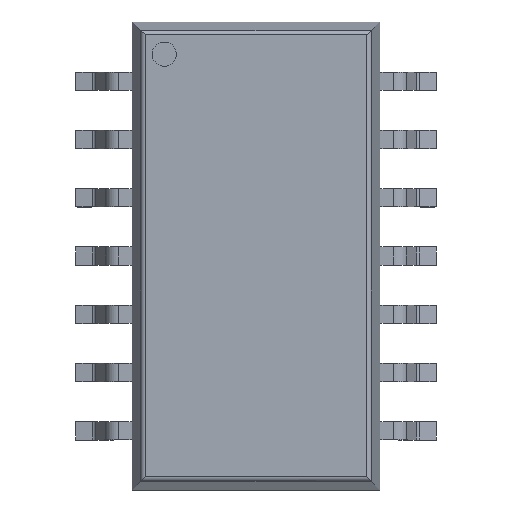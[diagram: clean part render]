
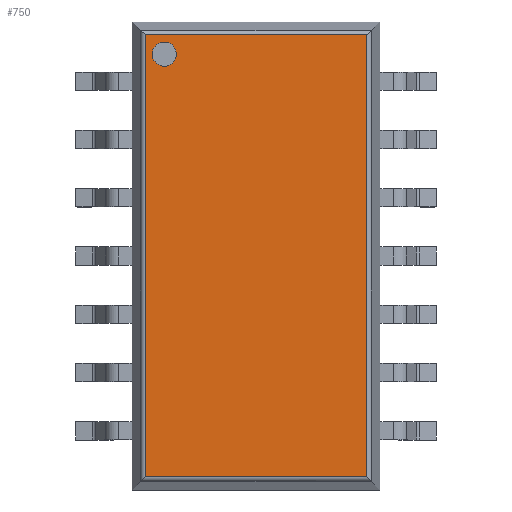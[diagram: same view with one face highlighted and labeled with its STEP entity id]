
A CAD part, top view. The second image highlights one B-rep face of the part: STEP entity #750.
In plain terms, the highlighted planar face has unit normal (0, 0, 1).
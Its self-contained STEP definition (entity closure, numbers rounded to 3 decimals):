
#700=CARTESIAN_POINT('',(-1.998,4.135,2.25));
#701=VERTEX_POINT('',#700);
#702=CARTESIAN_POINT('',(-1.998,4.398,2.25));
#703=DIRECTION('',(0.0,-0.0,1.0));
#704=DIRECTION('',(0.0,-1.0,-0.0));
#705=AXIS2_PLACEMENT_3D('',#702,#703,#704);
#706=CIRCLE('',#705,0.264);
#707=EDGE_CURVE('n� 674',#701,#701,#706,.T.);
#708=ORIENTED_EDGE('',*,*,#707,.F.);
#709=EDGE_LOOP('',(#708));
#710=FACE_OUTER_BOUND('',#709,.T.);
#711=CARTESIAN_POINT('',(-2.417,4.817,2.25));
#712=VERTEX_POINT('',#711);
#713=CARTESIAN_POINT('',(-2.417,-4.817,2.25));
#714=VERTEX_POINT('',#713);
#715=CARTESIAN_POINT('',(-2.417,-4.898,2.25));
#716=DIRECTION('',(0.0,-1.0,-0.0));
#717=VECTOR('',#716,1.0);
#718=LINE('',#715,#717);
#719=EDGE_CURVE('n� 467',#712,#714,#718,.T.);
#720=ORIENTED_EDGE('',*,*,#719,.T.);
#721=CARTESIAN_POINT('',(2.417,-4.817,2.25));
#722=VERTEX_POINT('',#721);
#723=CARTESIAN_POINT('',(2.498,-4.817,2.25));
#724=DIRECTION('',(1.0,0.0,0.0));
#725=VECTOR('',#724,1.0);
#726=LINE('',#723,#725);
#727=EDGE_CURVE('n� 470',#714,#722,#726,.T.);
#728=ORIENTED_EDGE('',*,*,#727,.T.);
#729=CARTESIAN_POINT('',(2.417,4.817,2.25));
#730=VERTEX_POINT('',#729);
#731=CARTESIAN_POINT('',(2.417,4.898,2.25));
#732=DIRECTION('',(-0.0,1.0,0.0));
#733=VECTOR('',#732,1.0);
#734=LINE('',#731,#733);
#735=EDGE_CURVE('n� 459',#722,#730,#734,.T.);
#736=ORIENTED_EDGE('',*,*,#735,.T.);
#737=CARTESIAN_POINT('',(-2.498,4.817,2.25));
#738=DIRECTION('',(-1.0,-0.0,0.0));
#739=VECTOR('',#738,1.0);
#740=LINE('',#737,#739);
#741=EDGE_CURVE('n� 463',#730,#712,#740,.T.);
#742=ORIENTED_EDGE('',*,*,#741,.T.);
#743=EDGE_LOOP('',(#720,#728,#736,#742));
#744=FACE_BOUND('',#743,.T.);
#745=CARTESIAN_POINT('',(-2.7,5.1,2.25));
#746=DIRECTION('',(0.0,0.0,-1.0));
#747=DIRECTION('',(0.0,1.0,0.0));
#748=AXIS2_PLACEMENT_3D('',#745,#746,#747);
#749=PLANE('',#748);
#750=ADVANCED_FACE('n� 1',(#710,#744),#749,.F.);
